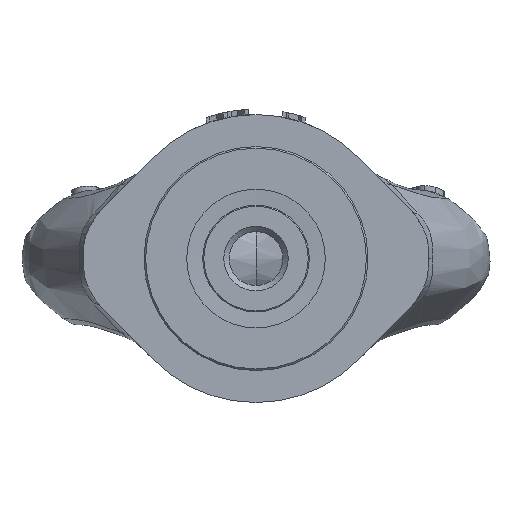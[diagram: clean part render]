
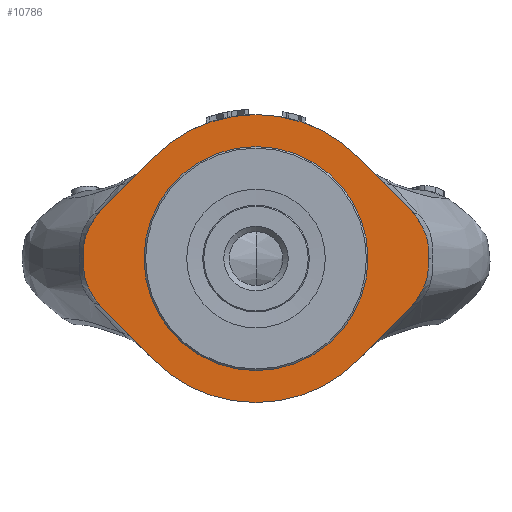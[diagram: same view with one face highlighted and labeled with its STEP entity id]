
A CAD part, front view. The second image highlights one B-rep face of the part: STEP entity #10786.
In plain terms, the highlighted face is planar.
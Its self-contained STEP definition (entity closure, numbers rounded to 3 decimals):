
#364=LINE('',#28472,#1152);
#367=LINE('',#28712,#1155);
#372=LINE('',#29448,#1160);
#375=LINE('',#29707,#1163);
#1152=VECTOR('',#12947,10.);
#1155=VECTOR('',#12958,10.);
#1160=VECTOR('',#12995,10.);
#1163=VECTOR('',#13010,10.);
#1807=PLANE('',#11579);
#2011=FACE_BOUND('',#3067,.T.);
#2414=FACE_OUTER_BOUND('',#3066,.T.);
#3066=EDGE_LOOP('',(#8760,#8761,#8762,#8763,#8764,#8765,#8766,#8767,#8768,
#8769,#8770,#8771,#8772,#8773));
#3067=EDGE_LOOP('',(#8774));
#3835=B_SPLINE_CURVE_WITH_KNOTS('',3,(#28599,#28600,#28601,#28602,#28603,
#28604,#28605,#28606),.UNSPECIFIED.,.F.,.F.,(4,2,2,4),(0.231,
0.314,0.381,0.537),.UNSPECIFIED.);
#3838=B_SPLINE_CURVE_WITH_KNOTS('',3,(#28773,#28774,#28775,#28776,#28777,
#28778,#28779,#28780,#28781,#28782),.UNSPECIFIED.,.F.,.F.,(4,2,2,2,4),(0.,
0.394,0.733,0.822,0.919),
 .UNSPECIFIED.);
#3843=B_SPLINE_CURVE_WITH_KNOTS('',3,(#29588,#29589,#29590,#29591,#29592,
#29593,#29594,#29595),.UNSPECIFIED.,.F.,.F.,(4,2,2,4),(0.231,
0.314,0.381,0.537),.UNSPECIFIED.);
#3848=B_SPLINE_CURVE_WITH_KNOTS('',3,(#29773,#29774,#29775,#29776,#29777,
#29778,#29779,#29780,#29781,#29782),.UNSPECIFIED.,.F.,.F.,(4,2,2,2,4),(0.,
0.394,0.733,0.822,0.919),
 .UNSPECIFIED.);
#4130=CIRCLE('',#11507,21.);
#4160=CIRCLE('',#11551,10.25);
#4162=CIRCLE('',#11554,10.25);
#4169=CIRCLE('',#11567,27.);
#4172=CIRCLE('',#11573,10.25);
#4174=CIRCLE('',#11576,10.25);
#4175=CIRCLE('',#11578,27.);
#4766=VERTEX_POINT('',#23693);
#4801=VERTEX_POINT('',#28469);
#4802=VERTEX_POINT('',#28471);
#4803=VERTEX_POINT('',#28590);
#4805=VERTEX_POINT('',#28594);
#4807=VERTEX_POINT('',#28709);
#4808=VERTEX_POINT('',#28711);
#4809=VERTEX_POINT('',#28772);
#4814=VERTEX_POINT('',#29445);
#4815=VERTEX_POINT('',#29447);
#4817=VERTEX_POINT('',#29585);
#4818=VERTEX_POINT('',#29587);
#4821=VERTEX_POINT('',#29704);
#4822=VERTEX_POINT('',#29706);
#4823=VERTEX_POINT('',#29768);
#6116=EDGE_CURVE('',#4766,#4766,#4130,.T.);
#6175=EDGE_CURVE('',#4801,#4802,#364,.T.);
#6180=EDGE_CURVE('',#4805,#4803,#3835,.F.);
#6185=EDGE_CURVE('',#4807,#4808,#367,.T.);
#6187=EDGE_CURVE('',#4808,#4805,#4160,.T.);
#6188=EDGE_CURVE('',#4809,#4803,#3838,.T.);
#6191=EDGE_CURVE('',#4809,#4801,#4162,.T.);
#6203=EDGE_CURVE('',#4815,#4814,#372,.T.);
#6206=EDGE_CURVE('',#4802,#4814,#4169,.T.);
#6208=EDGE_CURVE('',#4818,#4817,#3843,.F.);
#6215=EDGE_CURVE('',#4822,#4821,#375,.T.);
#6217=EDGE_CURVE('',#4821,#4818,#4172,.T.);
#6220=EDGE_CURVE('',#4823,#4817,#3848,.T.);
#6221=EDGE_CURVE('',#4823,#4815,#4174,.T.);
#6222=EDGE_CURVE('',#4807,#4822,#4175,.T.);
#8760=ORIENTED_EDGE('',*,*,#6222,.T.);
#8761=ORIENTED_EDGE('',*,*,#6215,.T.);
#8762=ORIENTED_EDGE('',*,*,#6217,.T.);
#8763=ORIENTED_EDGE('',*,*,#6208,.T.);
#8764=ORIENTED_EDGE('',*,*,#6220,.F.);
#8765=ORIENTED_EDGE('',*,*,#6221,.T.);
#8766=ORIENTED_EDGE('',*,*,#6203,.T.);
#8767=ORIENTED_EDGE('',*,*,#6206,.F.);
#8768=ORIENTED_EDGE('',*,*,#6175,.F.);
#8769=ORIENTED_EDGE('',*,*,#6191,.F.);
#8770=ORIENTED_EDGE('',*,*,#6188,.T.);
#8771=ORIENTED_EDGE('',*,*,#6180,.F.);
#8772=ORIENTED_EDGE('',*,*,#6187,.F.);
#8773=ORIENTED_EDGE('',*,*,#6185,.F.);
#8774=ORIENTED_EDGE('',*,*,#6116,.T.);
#10786=ADVANCED_FACE('',(#2414,#2011),#1807,.F.);
#11507=AXIS2_PLACEMENT_3D('',#23694,#12862,#12863);
#11551=AXIS2_PLACEMENT_3D('',#28715,#12962,#12963);
#11554=AXIS2_PLACEMENT_3D('',#29357,#12968,#12969);
#11567=AXIS2_PLACEMENT_3D('',#29468,#12999,#13000);
#11573=AXIS2_PLACEMENT_3D('',#29710,#13014,#13015);
#11576=AXIS2_PLACEMENT_3D('',#29848,#13020,#13021);
#11578=AXIS2_PLACEMENT_3D('',#29850,#13024,#13025);
#11579=AXIS2_PLACEMENT_3D('',#29851,#13026,#13027);
#12862=DIRECTION('center_axis',(0.,0.,1.));
#12863=DIRECTION('ref_axis',(1.,0.,0.));
#12947=DIRECTION('',(0.7,-0.714,0.));
#12958=DIRECTION('',(-0.7,-0.714,0.));
#12962=DIRECTION('center_axis',(0.,0.,1.));
#12963=DIRECTION('ref_axis',(1.,0.,0.));
#12968=DIRECTION('center_axis',(0.,0.,1.));
#12969=DIRECTION('ref_axis',(0.714,0.7,0.));
#12995=DIRECTION('',(-0.7,-0.714,0.));
#12999=DIRECTION('center_axis',(0.,0.,1.));
#13000=DIRECTION('ref_axis',(-0.714,0.7,0.));
#13010=DIRECTION('',(0.7,-0.714,0.));
#13014=DIRECTION('center_axis',(0.,0.,-1.));
#13015=DIRECTION('ref_axis',(-1.,0.,0.));
#13020=DIRECTION('center_axis',(0.,0.,-1.));
#13021=DIRECTION('ref_axis',(-0.714,0.7,0.));
#13024=DIRECTION('center_axis',(0.,0.,-1.));
#13025=DIRECTION('ref_axis',(-0.714,-0.7,0.));
#13026=DIRECTION('center_axis',(0.,0.,1.));
#13027=DIRECTION('ref_axis',(1.,0.,0.));
#23693=CARTESIAN_POINT('',(-21.,0.,0.));
#23694=CARTESIAN_POINT('Origin',(0.,0.,0.));
#28469=CARTESIAN_POINT('',(-29.066,-8.929,0.));
#28471=CARTESIAN_POINT('',(-19.272,-18.91,0.));
#28472=CARTESIAN_POINT('',(-29.066,-8.929,0.));
#28590=CARTESIAN_POINT('',(-32.253,0.,0.));
#28594=CARTESIAN_POINT('',(-30.247,7.483,0.));
#28599=CARTESIAN_POINT('Ctrl Pts',(-32.253,0.,
0.));
#28600=CARTESIAN_POINT('Ctrl Pts',(-32.353,1.812,0.));
#28601=CARTESIAN_POINT('Ctrl Pts',(-32.29,2.536,0.));
#28602=CARTESIAN_POINT('Ctrl Pts',(-32.1,3.598,0.));
#28603=CARTESIAN_POINT('Ctrl Pts',(-31.972,4.065,0.));
#28604=CARTESIAN_POINT('Ctrl Pts',(-31.43,5.574,0.));
#28605=CARTESIAN_POINT('Ctrl Pts',(-30.87,6.559,0.));
#28606=CARTESIAN_POINT('Ctrl Pts',(-30.247,7.483,0.));
#28709=CARTESIAN_POINT('',(-19.272,18.91,0.));
#28711=CARTESIAN_POINT('',(-29.066,8.929,0.));
#28712=CARTESIAN_POINT('',(-19.272,18.91,0.));
#28715=CARTESIAN_POINT('Origin',(-21.75,1.75,0.));
#28772=CARTESIAN_POINT('',(-30.247,-7.483,0.));
#28773=CARTESIAN_POINT('Ctrl Pts',(-30.247,-7.483,
0.));
#28774=CARTESIAN_POINT('Ctrl Pts',(-30.982,-6.393,
0.));
#28775=CARTESIAN_POINT('Ctrl Pts',(-31.627,-5.223,
0.));
#28776=CARTESIAN_POINT('Ctrl Pts',(-32.303,-2.868,
0.));
#28777=CARTESIAN_POINT('Ctrl Pts',(-32.316,-2.031,
0.));
#28778=CARTESIAN_POINT('Ctrl Pts',(-32.297,-1.059,
0.));
#28779=CARTESIAN_POINT('Ctrl Pts',(-32.291,-0.857,
0.));
#28780=CARTESIAN_POINT('Ctrl Pts',(-32.275,-0.435,
0.));
#28781=CARTESIAN_POINT('Ctrl Pts',(-32.265,-0.218,
0.));
#28782=CARTESIAN_POINT('Ctrl Pts',(-32.253,0.,
0.));
#29357=CARTESIAN_POINT('Origin',(-21.75,-1.75,0.));
#29445=CARTESIAN_POINT('',(19.272,-18.91,0.));
#29447=CARTESIAN_POINT('',(29.066,-8.929,0.));
#29448=CARTESIAN_POINT('',(29.066,-8.929,0.));
#29468=CARTESIAN_POINT('Origin',(0.,0.,0.));
#29585=CARTESIAN_POINT('',(32.253,0.,0.));
#29587=CARTESIAN_POINT('',(30.247,7.483,0.));
#29588=CARTESIAN_POINT('Ctrl Pts',(32.253,0.,
0.));
#29589=CARTESIAN_POINT('Ctrl Pts',(32.353,1.812,0.));
#29590=CARTESIAN_POINT('Ctrl Pts',(32.29,2.536,0.));
#29591=CARTESIAN_POINT('Ctrl Pts',(32.1,3.598,0.));
#29592=CARTESIAN_POINT('Ctrl Pts',(31.972,4.065,0.));
#29593=CARTESIAN_POINT('Ctrl Pts',(31.43,5.574,0.));
#29594=CARTESIAN_POINT('Ctrl Pts',(30.87,6.559,0.));
#29595=CARTESIAN_POINT('Ctrl Pts',(30.247,7.483,0.));
#29704=CARTESIAN_POINT('',(29.066,8.929,0.));
#29706=CARTESIAN_POINT('',(19.272,18.91,0.));
#29707=CARTESIAN_POINT('',(19.272,18.91,0.));
#29710=CARTESIAN_POINT('Origin',(21.75,1.75,0.));
#29768=CARTESIAN_POINT('',(30.247,-7.483,0.));
#29773=CARTESIAN_POINT('Ctrl Pts',(30.247,-7.483,0.));
#29774=CARTESIAN_POINT('Ctrl Pts',(30.982,-6.393,0.));
#29775=CARTESIAN_POINT('Ctrl Pts',(31.627,-5.223,0.));
#29776=CARTESIAN_POINT('Ctrl Pts',(32.303,-2.868,0.));
#29777=CARTESIAN_POINT('Ctrl Pts',(32.316,-2.031,0.));
#29778=CARTESIAN_POINT('Ctrl Pts',(32.297,-1.059,0.));
#29779=CARTESIAN_POINT('Ctrl Pts',(32.291,-0.857,0.));
#29780=CARTESIAN_POINT('Ctrl Pts',(32.275,-0.435,
0.));
#29781=CARTESIAN_POINT('Ctrl Pts',(32.265,-0.218,
0.));
#29782=CARTESIAN_POINT('Ctrl Pts',(32.253,0.,
0.));
#29848=CARTESIAN_POINT('Origin',(21.75,-1.75,0.));
#29850=CARTESIAN_POINT('Origin',(0.,0.,0.));
#29851=CARTESIAN_POINT('Origin',(0.,0.,
0.));
